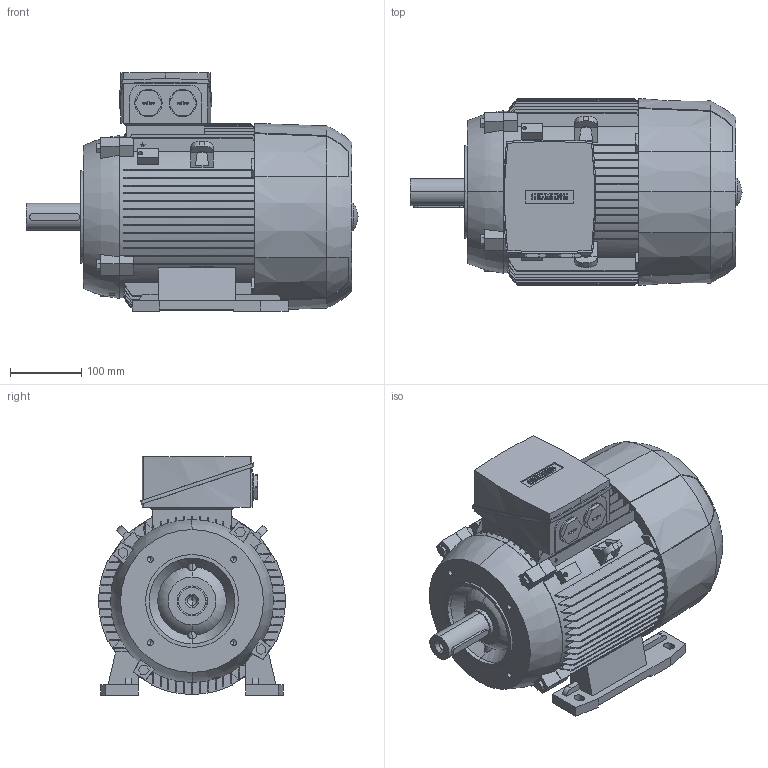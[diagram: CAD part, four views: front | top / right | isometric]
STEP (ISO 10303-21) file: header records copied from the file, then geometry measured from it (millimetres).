
FILE_DESCRIPTION(('STEP AP214'),'1');
FILE_NAME('cctmp_657D7E49-E151-428B-8CBC-748AF86159A2_2023_06_26_14_51_29_0732..stp','2023-06-26T12:51:30',('SIEMENS A&D'),('CADClick - www.CADClick.com'),'Spatial InterOp 3D',' ','unknown authorization');
FILE_SCHEMA(('AUTOMOTIVE_DESIGN'));
Length unit declared in the file: millimetre
Products named in the file (1): 1
Bounding box: 465 x 262 x 334 mm (x, y, z)
Volume: 18872860 mm3; surface area: 817223.4 mm2
Topology: 7 solids, 7 shells, 922 faces, 2579 edges, 1699 vertices
Faces by surface type: plane 551, cylinder 219, torus 124, cone 28
Entity records: 43413 total; most frequent: CARTESIAN_POINT 12656, ORIENTED_EDGE 5134, DIRECTION 4506, EDGE_CURVE 2567, VERTEX_POINT 1699, LINE 1558, VECTOR 1558, AXIS2_PLACEMENT_3D 1474
